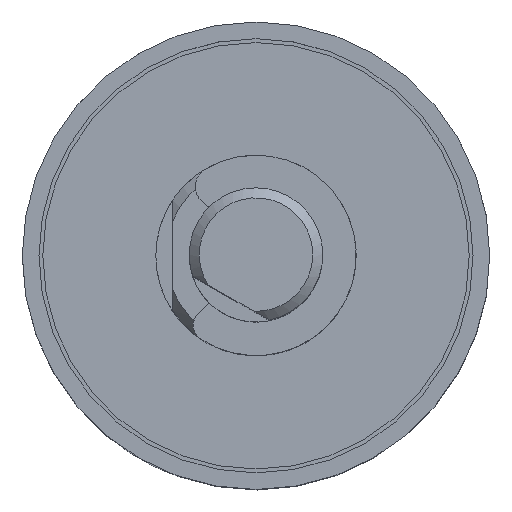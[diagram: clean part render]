
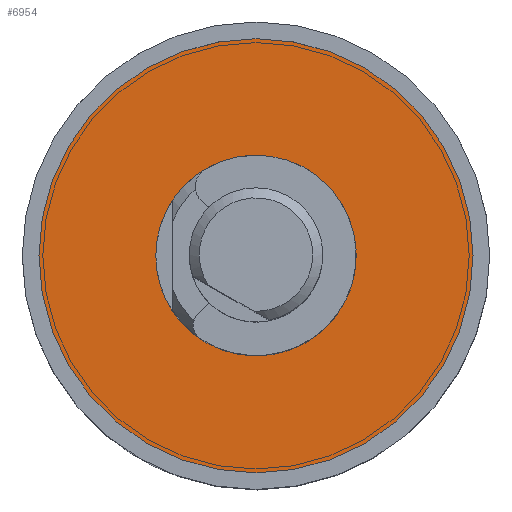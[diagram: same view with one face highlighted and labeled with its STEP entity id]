
A CAD part, top view. The second image highlights one B-rep face of the part: STEP entity #6954.
In plain terms, the highlighted planar face has unit normal (0, 0, 1).
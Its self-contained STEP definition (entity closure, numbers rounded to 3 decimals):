
#30 = CARTESIAN_POINT ( 'NONE',  ( 6.5, 0., 0.5 ) ) ;
#955 = DIRECTION ( 'NONE',  ( 0., 0., -1. ) ) ;
#1043 = ORIENTED_EDGE ( 'NONE', *, *, #4750, .T. ) ;
#1158 = DIRECTION ( 'NONE',  ( 0., 0., 1. ) ) ;
#1591 = FACE_BOUND ( 'NONE', #3423, .T. ) ;
#2261 = FACE_OUTER_BOUND ( 'NONE', #7922, .T. ) ;
#2314 = AXIS2_PLACEMENT_3D ( 'NONE', #4822, #2367, #6751 ) ;
#2324 = PLANE ( 'NONE',  #4322 ) ;
#2367 = DIRECTION ( 'NONE',  ( 0., 0., 1. ) ) ;
#2526 = AXIS2_PLACEMENT_3D ( 'NONE', #4602, #955, #7655 ) ;
#3045 = DIRECTION ( 'NONE',  ( 1., 0., 0. ) ) ;
#3355 = CIRCLE ( 'NONE', #2526, 3. ) ;
#3423 = EDGE_LOOP ( 'NONE', ( #1043 ) ) ;
#4322 = AXIS2_PLACEMENT_3D ( 'NONE', #6655, #1158, #3045 ) ;
#4602 = CARTESIAN_POINT ( 'NONE',  ( 0., 0., 0.5 ) ) ;
#4750 = EDGE_CURVE ( 'NONE', #7078, #7078, #3355, .T. ) ;
#4822 = CARTESIAN_POINT ( 'NONE',  ( 0., 0., 0.5 ) ) ;
#5103 = EDGE_CURVE ( 'NONE', #7650, #7650, #7402, .T. ) ;
#6268 = ORIENTED_EDGE ( 'NONE', *, *, #5103, .T. ) ;
#6655 = CARTESIAN_POINT ( 'NONE',  ( 3., 0., 0.5 ) ) ;
#6751 = DIRECTION ( 'NONE',  ( 1., 0., 0. ) ) ;
#6936 = CARTESIAN_POINT ( 'NONE',  ( -3., 0., 0.5 ) ) ;
#6954 = ADVANCED_FACE ( 'NONE', ( #1591, #2261 ), #2324, .T. ) ;
#7078 = VERTEX_POINT ( 'NONE', #6936 ) ;
#7402 = CIRCLE ( 'NONE', #2314, 6.5 ) ;
#7650 = VERTEX_POINT ( 'NONE', #30 ) ;
#7655 = DIRECTION ( 'NONE',  ( -1., 0., 0. ) ) ;
#7922 = EDGE_LOOP ( 'NONE', ( #6268 ) ) ;
